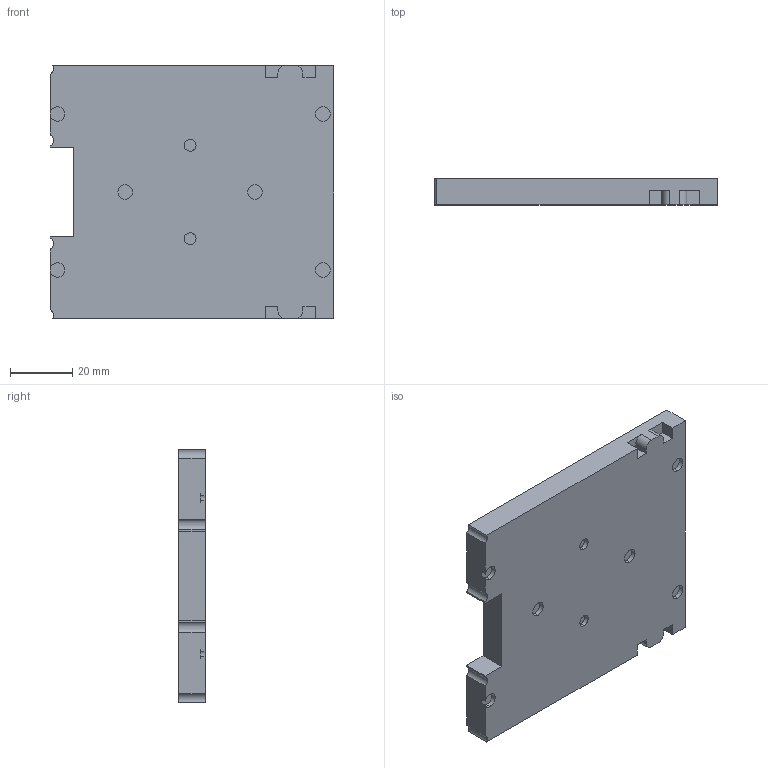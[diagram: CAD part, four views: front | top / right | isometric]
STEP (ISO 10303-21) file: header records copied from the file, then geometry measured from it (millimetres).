
FILE_DESCRIPTION (( 'STEP AP203' ), '1' );
FILE_NAME ('availablevolume.STEP', '2020-03-04T02:18:51', ( '' ), ( '' ), 'SwSTEP 2.0', 'SolidWorks 2019', '' );
FILE_SCHEMA (( 'CONFIG_CONTROL_DESIGN' ));
Length unit declared in the file: millimetre
Products named in the file (1): availablevolume
Bounding box: 90.8 x 8.4 x 81.1 mm (x, y, z)
Volume: 59477.2 mm3; surface area: 17591.2 mm2
Topology: 1 solids, 1 shells, 62 faces, 162 edges, 108 vertices
Faces by surface type: plane 36, cylinder 26
Entity records: 1995 total; most frequent: DIRECTION 340, CARTESIAN_POINT 333, ORIENTED_EDGE 324, EDGE_CURVE 162, AXIS2_PLACEMENT_3D 115, LINE 110, VECTOR 110, VERTEX_POINT 108
